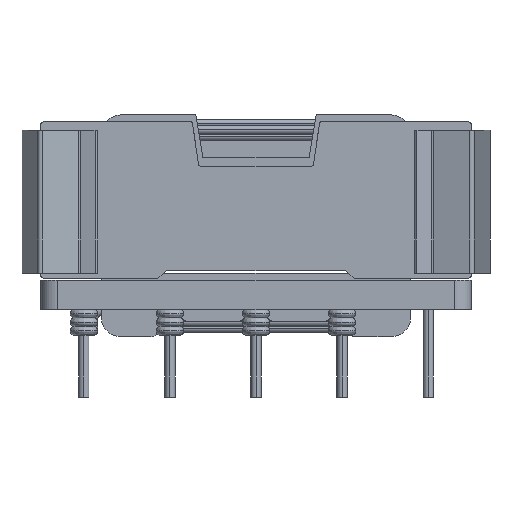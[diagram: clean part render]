
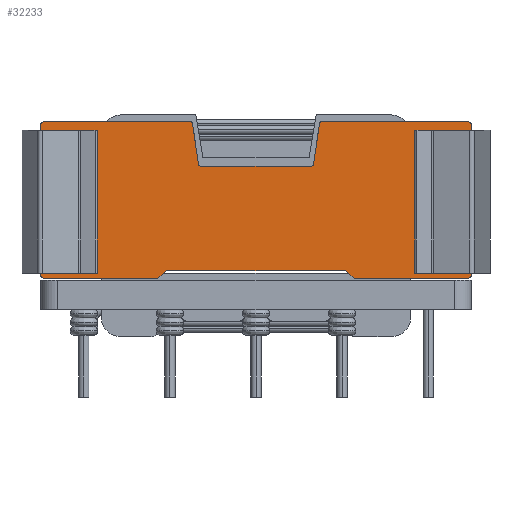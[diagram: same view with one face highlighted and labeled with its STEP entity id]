
A CAD part, front view. The second image highlights one B-rep face of the part: STEP entity #32233.
In plain terms, the highlighted planar face has unit normal (0, -1, 0).
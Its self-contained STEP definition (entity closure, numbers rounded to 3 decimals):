
#30813=CARTESIAN_POINT('',(5.643,-12.4,3.451));
#30814=VERTEX_POINT('',#30813);
#30821=CARTESIAN_POINT('',(5.257,-12.4,3.799));
#30822=VERTEX_POINT('',#30821);
#30823=CARTESIAN_POINT('',(5.257,-12.4,3.799));
#30824=DIRECTION('',(0.743,0.0,-0.669));
#30825=VECTOR('',#30824,0.519);
#30826=LINE('',#30823,#30825);
#30827=EDGE_CURVE('',#30822,#30814,#30826,.T.);
#30853=CARTESIAN_POINT('',(-5.257,-12.4,3.799));
#30854=VERTEX_POINT('',#30853);
#30861=CARTESIAN_POINT('',(-5.643,-12.4,3.451));
#30862=VERTEX_POINT('',#30861);
#30863=CARTESIAN_POINT('',(-5.257,-12.4,3.799));
#30864=DIRECTION('',(-0.743,0.0,-0.669));
#30865=VECTOR('',#30864,0.519);
#30866=LINE('',#30863,#30865);
#30867=EDGE_CURVE('',#30854,#30862,#30866,.T.);
#30893=CARTESIAN_POINT('',(-5.777,-12.4,3.4));
#30894=VERTEX_POINT('',#30893);
#30901=CARTESIAN_POINT('',(-12.3,-12.4,3.4));
#30902=VERTEX_POINT('',#30901);
#30903=CARTESIAN_POINT('',(-12.3,-12.4,3.4));
#30904=DIRECTION('',(1.0,0.0,0.0));
#30905=VECTOR('',#30904,6.523);
#30906=LINE('',#30903,#30905);
#30907=EDGE_CURVE('',#30902,#30894,#30906,.T.);
#30949=CARTESIAN_POINT('',(-12.5,-12.4,3.6));
#30950=VERTEX_POINT('',#30949);
#30957=CARTESIAN_POINT('',(-12.5,-12.4,12.3));
#30958=VERTEX_POINT('',#30957);
#30959=CARTESIAN_POINT('',(-12.5,-12.4,3.6));
#30960=DIRECTION('',(0.0,0.0,1.0));
#30961=VECTOR('',#30960,8.7);
#30962=LINE('',#30959,#30961);
#30963=EDGE_CURVE('',#30950,#30958,#30962,.T.);
#30979=CARTESIAN_POINT('',(-12.3,-12.4,12.5));
#30980=VERTEX_POINT('',#30979);
#30981=CARTESIAN_POINT('',(-3.766,-12.4,12.5));
#30982=VERTEX_POINT('',#30981);
#30983=CARTESIAN_POINT('',(-12.3,-12.4,12.5));
#30984=DIRECTION('',(1.0,0.0,0.0));
#30985=VECTOR('',#30984,8.534);
#30986=LINE('',#30983,#30985);
#30987=EDGE_CURVE('',#30980,#30982,#30986,.T.);
#31036=CARTESIAN_POINT('',(-3.68,-12.4,12.361));
#31037=VERTEX_POINT('',#31036);
#31038=CARTESIAN_POINT('',(-3.349,-12.4,10.071));
#31039=VERTEX_POINT('',#31038);
#31040=CARTESIAN_POINT('',(-3.68,-12.4,12.361));
#31041=DIRECTION('',(0.143,0.0,-0.99));
#31042=VECTOR('',#31041,2.313);
#31043=LINE('',#31040,#31042);
#31044=EDGE_CURVE('',#31037,#31039,#31043,.T.);
#31086=CARTESIAN_POINT('',(-3.151,-12.4,9.9));
#31087=VERTEX_POINT('',#31086);
#31094=CARTESIAN_POINT('',(3.151,-12.4,9.9));
#31095=VERTEX_POINT('',#31094);
#31096=CARTESIAN_POINT('',(-3.151,-12.4,9.9));
#31097=DIRECTION('',(1.0,0.0,0.0));
#31098=VECTOR('',#31097,6.302);
#31099=LINE('',#31096,#31098);
#31100=EDGE_CURVE('',#31087,#31095,#31099,.T.);
#31126=CARTESIAN_POINT('',(3.349,-12.4,10.071));
#31127=VERTEX_POINT('',#31126);
#31134=CARTESIAN_POINT('',(3.68,-12.4,12.361));
#31135=VERTEX_POINT('',#31134);
#31136=CARTESIAN_POINT('',(3.68,-12.4,12.361));
#31137=DIRECTION('',(-0.143,0.0,-0.99));
#31138=VECTOR('',#31137,2.313);
#31139=LINE('',#31136,#31138);
#31140=EDGE_CURVE('',#31135,#31127,#31139,.T.);
#31166=CARTESIAN_POINT('',(3.766,-12.4,12.5));
#31167=VERTEX_POINT('',#31166);
#31175=CARTESIAN_POINT('',(12.3,-12.4,12.5));
#31176=VERTEX_POINT('',#31175);
#31177=CARTESIAN_POINT('',(3.766,-12.4,12.5));
#31178=DIRECTION('',(1.0,0.0,0.0));
#31179=VECTOR('',#31178,8.534);
#31180=LINE('',#31177,#31179);
#31181=EDGE_CURVE('',#31167,#31176,#31180,.T.);
#31213=CARTESIAN_POINT('',(12.5,-12.4,3.6));
#31214=VERTEX_POINT('',#31213);
#31215=CARTESIAN_POINT('',(12.5,-12.4,12.3));
#31216=VERTEX_POINT('',#31215);
#31217=CARTESIAN_POINT('',(12.5,-12.4,3.6));
#31218=DIRECTION('',(0.0,0.0,1.0));
#31219=VECTOR('',#31218,8.7);
#31220=LINE('',#31217,#31219);
#31221=EDGE_CURVE('',#31214,#31216,#31220,.T.);
#31253=CARTESIAN_POINT('',(5.777,-12.4,3.4));
#31254=VERTEX_POINT('',#31253);
#31255=CARTESIAN_POINT('',(12.3,-12.4,3.4));
#31256=VERTEX_POINT('',#31255);
#31257=CARTESIAN_POINT('',(5.777,-12.4,3.4));
#31258=DIRECTION('',(1.0,0.0,0.0));
#31259=VECTOR('',#31258,6.523);
#31260=LINE('',#31257,#31259);
#31261=EDGE_CURVE('',#31254,#31256,#31260,.T.);
#31680=CARTESIAN_POINT('',(5.123,-12.4,3.85));
#31681=VERTEX_POINT('',#31680);
#31688=CARTESIAN_POINT('',(-5.123,-12.4,3.85));
#31689=VERTEX_POINT('',#31688);
#31690=CARTESIAN_POINT('',(-5.123,-12.4,3.85));
#31691=DIRECTION('',(1.0,0.0,0.0));
#31692=VECTOR('',#31691,10.247);
#31693=LINE('',#31690,#31692);
#31694=EDGE_CURVE('',#31689,#31681,#31693,.T.);
#31955=CARTESIAN_POINT('',(-12.3,-12.4,12.3));
#31956=DIRECTION('',(0.0,-1.0,0.0));
#31957=DIRECTION('',(1.0,0.0,0.0));
#31958=AXIS2_PLACEMENT_3D('',#31955,#31956,#31957);
#31959=CIRCLE('',#31958,0.2);
#31960=EDGE_CURVE('',#30980,#30958,#31959,.T.);
#31985=CARTESIAN_POINT('',(-12.3,-12.4,3.6));
#31986=DIRECTION('',(0.0,-1.0,0.0));
#31987=DIRECTION('',(1.0,0.0,0.0));
#31988=AXIS2_PLACEMENT_3D('',#31985,#31986,#31987);
#31989=CIRCLE('',#31988,0.2);
#31990=EDGE_CURVE('',#30950,#30902,#31989,.T.);
#32015=CARTESIAN_POINT('',(12.3,-12.4,3.6));
#32016=DIRECTION('',(0.0,-1.0,0.0));
#32017=DIRECTION('',(1.0,0.0,0.0));
#32018=AXIS2_PLACEMENT_3D('',#32015,#32016,#32017);
#32019=CIRCLE('',#32018,0.2);
#32020=EDGE_CURVE('',#31256,#31214,#32019,.T.);
#32033=CARTESIAN_POINT('',(12.3,-12.4,12.3));
#32034=DIRECTION('',(0.0,-1.0,0.0));
#32035=DIRECTION('',(1.0,0.0,0.0));
#32036=AXIS2_PLACEMENT_3D('',#32033,#32034,#32035);
#32037=CIRCLE('',#32036,0.2);
#32038=EDGE_CURVE('',#31216,#31176,#32037,.T.);
#32063=CARTESIAN_POINT('',(-3.151,-12.4,10.1));
#32064=DIRECTION('',(0.0,1.0,0.0));
#32065=DIRECTION('',(1.0,0.0,0.0));
#32066=AXIS2_PLACEMENT_3D('',#32063,#32064,#32065);
#32067=CIRCLE('',#32066,0.2);
#32068=EDGE_CURVE('',#31087,#31039,#32067,.T.);
#32082=CARTESIAN_POINT('',(-3.878,-12.4,12.332));
#32083=DIRECTION('',(0.,-1.0,0.));
#32084=DIRECTION('',(0.143,0.,-0.99));
#32085=AXIS2_PLACEMENT_3D('',#32082,#32083,#32084);
#32086=ELLIPSE('',#32085,0.203,0.2);
#32087=EDGE_CURVE('',#31037,#30982,#32086,.T.);
#32100=CARTESIAN_POINT('',(3.151,-12.4,10.1));
#32101=DIRECTION('',(0.0,1.0,0.0));
#32102=DIRECTION('',(1.0,0.0,0.0));
#32103=AXIS2_PLACEMENT_3D('',#32100,#32101,#32102);
#32104=CIRCLE('',#32103,0.2);
#32105=EDGE_CURVE('',#31127,#31095,#32104,.T.);
#32120=CARTESIAN_POINT('',(3.878,-12.4,12.332));
#32121=DIRECTION('',(0.,-1.0,0.));
#32122=DIRECTION('',(-0.143,0.,-0.99));
#32123=AXIS2_PLACEMENT_3D('',#32120,#32121,#32122);
#32124=ELLIPSE('',#32123,0.203,0.2);
#32125=EDGE_CURVE('',#31167,#31135,#32124,.T.);
#32137=CARTESIAN_POINT('',(-5.123,-12.4,3.65));
#32138=DIRECTION('',(0.0,1.0,0.0));
#32139=DIRECTION('',(1.0,0.0,0.0));
#32140=AXIS2_PLACEMENT_3D('',#32137,#32138,#32139);
#32141=CIRCLE('',#32140,0.2);
#32142=EDGE_CURVE('',#30854,#31689,#32141,.T.);
#32155=CARTESIAN_POINT('',(-5.777,-12.4,3.6));
#32156=DIRECTION('',(0.0,-1.0,0.0));
#32157=DIRECTION('',(1.0,0.0,0.0));
#32158=AXIS2_PLACEMENT_3D('',#32155,#32156,#32157);
#32159=CIRCLE('',#32158,0.2);
#32160=EDGE_CURVE('',#30894,#30862,#32159,.T.);
#32173=CARTESIAN_POINT('',(5.777,-12.4,3.6));
#32174=DIRECTION('',(0.0,-1.0,0.0));
#32175=DIRECTION('',(1.0,0.0,0.0));
#32176=AXIS2_PLACEMENT_3D('',#32173,#32174,#32175);
#32177=CIRCLE('',#32176,0.2);
#32178=EDGE_CURVE('',#30814,#31254,#32177,.T.);
#32191=CARTESIAN_POINT('',(5.123,-12.4,3.65));
#32192=DIRECTION('',(0.0,1.0,0.0));
#32193=DIRECTION('',(1.0,0.0,0.0));
#32194=AXIS2_PLACEMENT_3D('',#32191,#32192,#32193);
#32195=CIRCLE('',#32194,0.2);
#32196=EDGE_CURVE('',#31681,#30822,#32195,.T.);
#32202=CARTESIAN_POINT('',(0.871,-12.4,6.079));
#32203=DIRECTION('',(0.0,1.0,0.0));
#32204=DIRECTION('',(1.0,0.0,0.0));
#32205=AXIS2_PLACEMENT_3D('',#32202,#32203,#32204);
#32206=PLANE('',#32205);
#32207=ORIENTED_EDGE('',*,*,#30827,.T.);
#32208=ORIENTED_EDGE('',*,*,#32178,.T.);
#32209=ORIENTED_EDGE('',*,*,#31261,.T.);
#32210=ORIENTED_EDGE('',*,*,#32020,.T.);
#32211=ORIENTED_EDGE('',*,*,#31221,.T.);
#32212=ORIENTED_EDGE('',*,*,#32038,.T.);
#32213=ORIENTED_EDGE('',*,*,#31181,.F.);
#32214=ORIENTED_EDGE('',*,*,#32125,.T.);
#32215=ORIENTED_EDGE('',*,*,#31140,.T.);
#32216=ORIENTED_EDGE('',*,*,#32105,.T.);
#32217=ORIENTED_EDGE('',*,*,#31100,.F.);
#32218=ORIENTED_EDGE('',*,*,#32068,.T.);
#32219=ORIENTED_EDGE('',*,*,#31044,.F.);
#32220=ORIENTED_EDGE('',*,*,#32087,.T.);
#32221=ORIENTED_EDGE('',*,*,#30987,.F.);
#32222=ORIENTED_EDGE('',*,*,#31960,.T.);
#32223=ORIENTED_EDGE('',*,*,#30963,.F.);
#32224=ORIENTED_EDGE('',*,*,#31990,.T.);
#32225=ORIENTED_EDGE('',*,*,#30907,.T.);
#32226=ORIENTED_EDGE('',*,*,#32160,.T.);
#32227=ORIENTED_EDGE('',*,*,#30867,.F.);
#32228=ORIENTED_EDGE('',*,*,#32142,.T.);
#32229=ORIENTED_EDGE('',*,*,#31694,.T.);
#32230=ORIENTED_EDGE('',*,*,#32196,.T.);
#32231=EDGE_LOOP('',(#32207,#32208,#32209,#32210,#32211,#32212,#32213,#32214,#32215,#32216,#32217,#32218,#32219,#32220,#32221,#32222,#32223,#32224,#32225,#32226,#32227,#32228,#32229,#32230));
#32232=FACE_OUTER_BOUND('',#32231,.T.);
#32233=ADVANCED_FACE('',(#32232),#32206,.F.);
